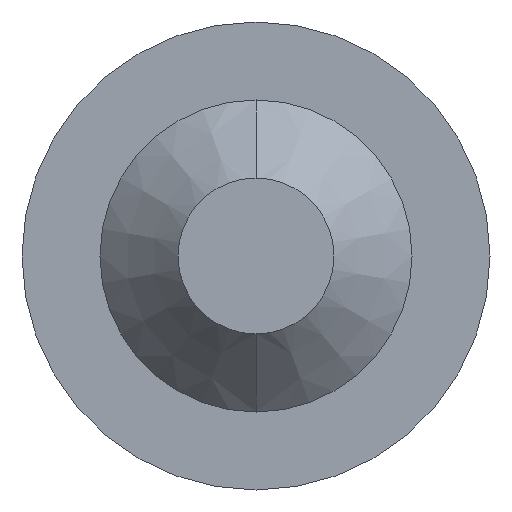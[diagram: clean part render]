
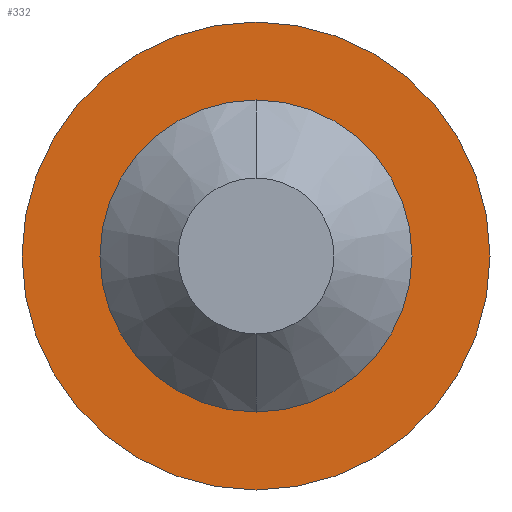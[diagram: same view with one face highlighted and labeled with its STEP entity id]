
A CAD part, front view. The second image highlights one B-rep face of the part: STEP entity #332.
In plain terms, the highlighted planar face has unit normal (0, -1, 0).
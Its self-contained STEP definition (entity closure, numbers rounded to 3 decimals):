
#9 = AXIS2_PLACEMENT_3D ( 'NONE', #134, #456, #378 ) ;
#12 = ORIENTED_EDGE ( 'NONE', *, *, #429, .T. ) ;
#36 = AXIS2_PLACEMENT_3D ( 'NONE', #523, #156, #434 ) ;
#50 = VERTEX_POINT ( 'NONE', #518 ) ;
#58 = AXIS2_PLACEMENT_3D ( 'NONE', #415, #305, #176 ) ;
#85 = VERTEX_POINT ( 'NONE', #365 ) ;
#91 = PLANE ( 'NONE',  #390 ) ;
#93 = EDGE_CURVE ( 'Defeature ausgef�hrt1_5+Defeature ausgef�hrt1_0+Defeature ausgef�hrt1_0+Defeature ausgef�hrt1_0', #50, #416, #219, .T. ) ;
#96 = CARTESIAN_POINT ( 'NONE',  ( 0., 0., 0. ) ) ;
#116 = DIRECTION ( 'NONE',  ( 0., 0., -1. ) ) ;
#130 = AXIS2_PLACEMENT_3D ( 'NONE', #207, #527, #116 ) ;
#131 = DIRECTION ( 'NONE',  ( 0., 0., -1. ) ) ;
#134 = CARTESIAN_POINT ( 'NONE',  ( 0., 0., 0. ) ) ;
#155 = CIRCLE ( 'NONE', #58, 1.5 ) ;
#156 = DIRECTION ( 'NONE',  ( 0., 1., 0. ) ) ;
#176 = DIRECTION ( 'NONE',  ( 0., 0., -1. ) ) ;
#197 = EDGE_CURVE ( 'Defeature ausgef�hrt1_5+Defeature ausgef�hrt1_3+Defeature ausgef�hrt1_3+Defeature ausgef�hrt1_3', #217, #85, #372, .T. ) ;
#207 = CARTESIAN_POINT ( 'NONE',  ( 0., 0., 0. ) ) ;
#213 = ORIENTED_EDGE ( 'NONE', *, *, #352, .T. ) ;
#217 = VERTEX_POINT ( 'NONE', #292 ) ;
#219 = CIRCLE ( 'NONE', #36, 1. ) ;
#225 = ORIENTED_EDGE ( 'NONE', *, *, #93, .T. ) ;
#239 = ORIENTED_EDGE ( 'NONE', *, *, #197, .T. ) ;
#253 = CIRCLE ( 'NONE', #9, 1. ) ;
#255 = CARTESIAN_POINT ( 'NONE',  ( 0., 0., 1. ) ) ;
#257 = EDGE_LOOP ( 'NONE', ( #239, #12 ) ) ;
#292 = CARTESIAN_POINT ( 'NONE',  ( 0., 0., -1.5 ) ) ;
#305 = DIRECTION ( 'NONE',  ( 0., -1., 0. ) ) ;
#332 = ADVANCED_FACE ( 'Defeature ausgef�hrt1_5', ( #461, #498 ), #91, .T. ) ;
#352 = EDGE_CURVE ( 'Defeature ausgef�hrt1_5+Defeature ausgef�hrt1_0+Defeature ausgef�hrt1_0+Defeature ausgef�hrt1_0', #416, #50, #253, .T. ) ;
#365 = CARTESIAN_POINT ( 'NONE',  ( 0., 0., 1.5 ) ) ;
#372 = CIRCLE ( 'NONE', #130, 1.5 ) ;
#378 = DIRECTION ( 'NONE',  ( 0., 0., 1. ) ) ;
#388 = DIRECTION ( 'NONE',  ( 0., -1., 0. ) ) ;
#390 = AXIS2_PLACEMENT_3D ( 'NONE', #96, #388, #131 ) ;
#415 = CARTESIAN_POINT ( 'NONE',  ( 0., 0., 0. ) ) ;
#416 = VERTEX_POINT ( 'NONE', #255 ) ;
#429 = EDGE_CURVE ( 'Defeature ausgef�hrt1_5+Defeature ausgef�hrt1_3+Defeature ausgef�hrt1_3+Defeature ausgef�hrt1_3', #85, #217, #155, .T. ) ;
#434 = DIRECTION ( 'NONE',  ( 0., 0., 1. ) ) ;
#456 = DIRECTION ( 'NONE',  ( 0., 1., 0. ) ) ;
#461 = FACE_BOUND ( 'NONE', #470, .T. ) ;
#470 = EDGE_LOOP ( 'NONE', ( #213, #225 ) ) ;
#498 = FACE_OUTER_BOUND ( 'NONE', #257, .T. ) ;
#518 = CARTESIAN_POINT ( 'NONE',  ( 0., 0., -1. ) ) ;
#523 = CARTESIAN_POINT ( 'NONE',  ( 0., 0., 0. ) ) ;
#527 = DIRECTION ( 'NONE',  ( 0., -1., 0. ) ) ;
